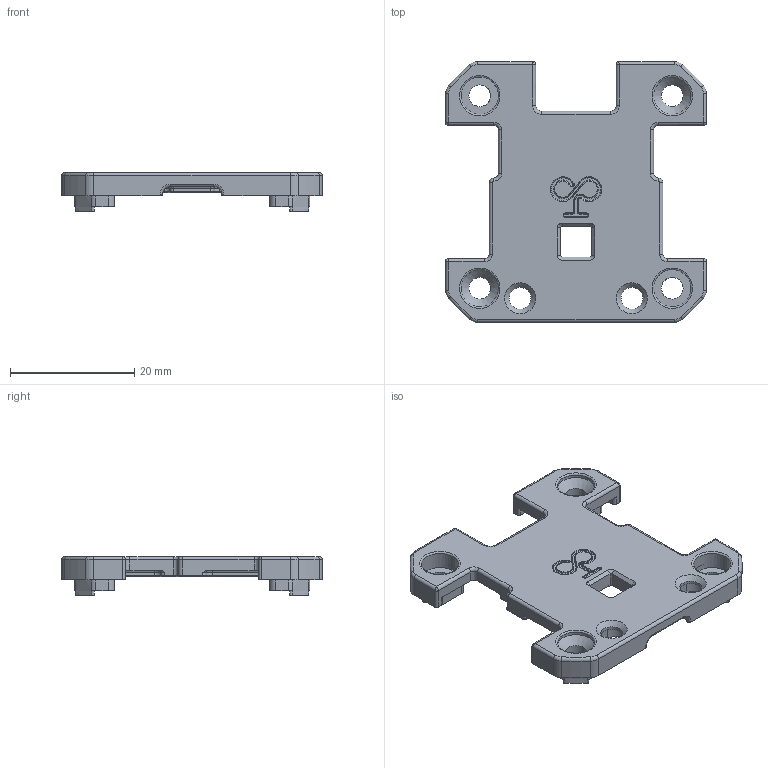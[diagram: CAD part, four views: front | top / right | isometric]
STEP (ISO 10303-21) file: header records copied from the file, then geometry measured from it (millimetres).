
FILE_DESCRIPTION(/* description */ (''),/* implementation_level */ '2;1');
FILE_NAME(/* name */ 'UPPER-COVER-POLYMER-TRANSPARENT.step',/* time_stamp */ '2024-07-03T21:39:36+04:00',/* author */ (''),/* organization */ (''),/* preprocessor_version */ 'ST-DEVELOPER v20',/* originating_system */ 'Autodesk Translation Framework v13.14.0.145',/* authorisation */ '');
FILE_SCHEMA (('AUTOMOTIVE_DESIGN { 1 0 10303 214 3 1 1 }'));
Length unit declared in the file: millimetre
Products named in the file (1): (Unsaved)
Bounding box: 42 x 42 x 6.25 mm (x, y, z)
Volume: 3484.4 mm3; surface area: 3802.5 mm2
Topology: 1 solids, 1 shells, 403 faces, 1046 edges, 639 vertices
Faces by surface type: cylinder 184, plane 121, torus 59, cone 23, bspline 16
Full cylindrical faces by diameter (mm): 3.5 x6, 6 x4
Entity records: 12730 total; most frequent: CARTESIAN_POINT 2525, DIRECTION 2297, ORIENTED_EDGE 2090, EDGE_CURVE 1045, AXIS2_PLACEMENT_3D 884, VERTEX_POINT 639, LINE 529, VECTOR 529
